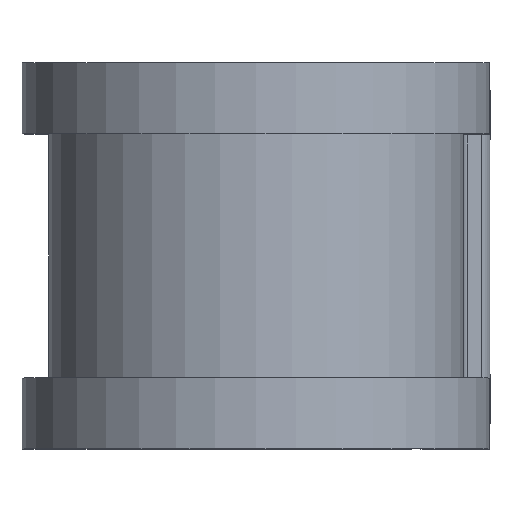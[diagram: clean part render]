
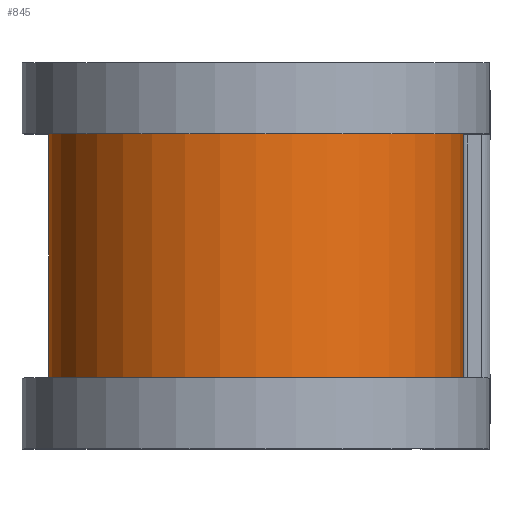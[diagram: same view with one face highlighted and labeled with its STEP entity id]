
A CAD part, top view. The second image highlights one B-rep face of the part: STEP entity #845.
In plain terms, the highlighted cylindrical face has radius 11.862 mm (diameter 23.724 mm), a partial arc.
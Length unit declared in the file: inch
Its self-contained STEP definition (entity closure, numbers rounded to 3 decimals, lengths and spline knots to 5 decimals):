
#184 = CARTESIAN_POINT ( 'NONE',  ( 0.467, -0.275, 0. ) ) ;
#193 = AXIS2_PLACEMENT_3D ( 'NONE', #723, #849, #427 ) ;
#261 = ORIENTED_EDGE ( 'NONE', *, *, #1370, .T. ) ;
#280 = EDGE_CURVE ( 'NONE', #1496, #1192, #994, .T. ) ;
#353 = CIRCLE ( 'NONE', #1497, 0.467 ) ;
#381 = CARTESIAN_POINT ( 'NONE',  ( 0., 0.275, 0. ) ) ;
#413 = DIRECTION ( 'NONE',  ( 0., -1., 0. ) ) ;
#427 = DIRECTION ( 'NONE',  ( 0., 0., -1. ) ) ;
#516 = DIRECTION ( 'NONE',  ( 0., -1., 0. ) ) ;
#538 = DIRECTION ( 'NONE',  ( 0., 0., -1. ) ) ;
#547 = VERTEX_POINT ( 'NONE', #1430 ) ;
#608 = CARTESIAN_POINT ( 'NONE',  ( 0., -0.275, -0.467 ) ) ;
#671 = EDGE_LOOP ( 'NONE', ( #777, #1073, #261, #1476 ) ) ;
#684 = CYLINDRICAL_SURFACE ( 'NONE', #193, 0.467 ) ;
#723 = CARTESIAN_POINT ( 'NONE',  ( 0., 0.375, 0. ) ) ;
#775 = FACE_OUTER_BOUND ( 'NONE', #671, .T. ) ;
#777 = ORIENTED_EDGE ( 'NONE', *, *, #280, .F. ) ;
#845 = ADVANCED_FACE ( 'NONE', ( #775 ), #684, .T. ) ;
#849 = DIRECTION ( 'NONE',  ( 0., -1., 0. ) ) ;
#926 = CARTESIAN_POINT ( 'NONE',  ( 0., 0.375, -0.467 ) ) ;
#994 = LINE ( 'NONE', #1750, #1421 ) ;
#1010 = VERTEX_POINT ( 'NONE', #608 ) ;
#1073 = ORIENTED_EDGE ( 'NONE', *, *, #1465, .T. ) ;
#1192 = VERTEX_POINT ( 'NONE', #184 ) ;
#1201 = CARTESIAN_POINT ( 'NONE',  ( 0., -0.275, 0. ) ) ;
#1288 = AXIS2_PLACEMENT_3D ( 'NONE', #381, #1295, #538 ) ;
#1295 = DIRECTION ( 'NONE',  ( 0., -1., 0. ) ) ;
#1301 = CARTESIAN_POINT ( 'NONE',  ( 0.467, 0.275, 0. ) ) ;
#1321 = DIRECTION ( 'NONE',  ( 0., 0., -1. ) ) ;
#1370 = EDGE_CURVE ( 'NONE', #547, #1010, #1556, .T. ) ;
#1379 = CIRCLE ( 'NONE', #1288, 0.467 ) ;
#1421 = VECTOR ( 'NONE', #1722, 39.37008 ) ;
#1430 = CARTESIAN_POINT ( 'NONE',  ( 0., 0.275, -0.467 ) ) ;
#1465 = EDGE_CURVE ( 'NONE', #1496, #547, #1379, .T. ) ;
#1476 = ORIENTED_EDGE ( 'NONE', *, *, #1619, .F. ) ;
#1496 = VERTEX_POINT ( 'NONE', #1301 ) ;
#1497 = AXIS2_PLACEMENT_3D ( 'NONE', #1201, #413, #1321 ) ;
#1556 = LINE ( 'NONE', #926, #1579 ) ;
#1579 = VECTOR ( 'NONE', #516, 39.37008 ) ;
#1619 = EDGE_CURVE ( 'NONE', #1192, #1010, #353, .T. ) ;
#1722 = DIRECTION ( 'NONE',  ( 0., -1., 0. ) ) ;
#1750 = CARTESIAN_POINT ( 'NONE',  ( 0.467, 0.375, 0. ) ) ;
